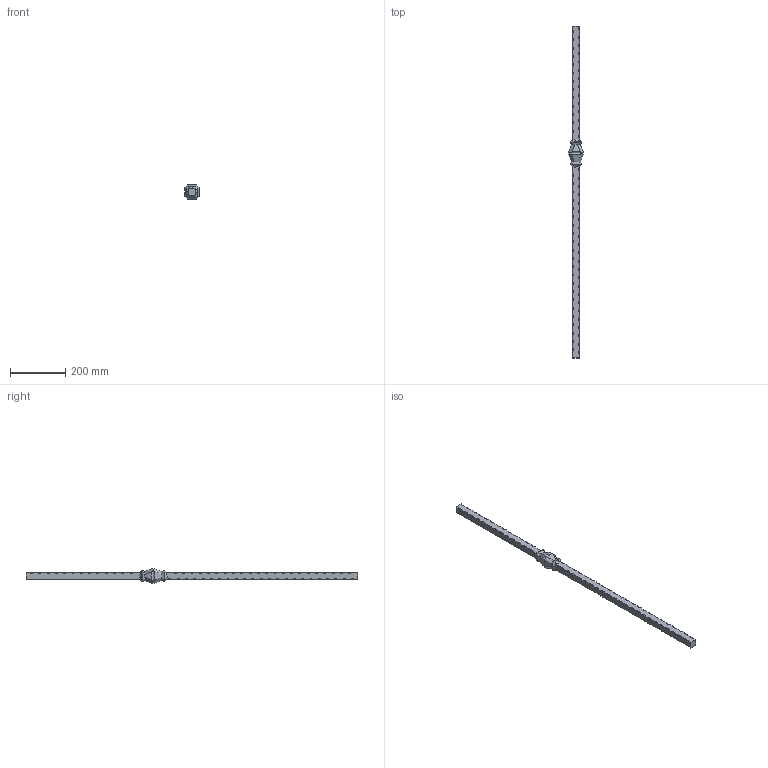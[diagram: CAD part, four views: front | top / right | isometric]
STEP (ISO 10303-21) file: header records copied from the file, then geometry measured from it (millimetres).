
FILE_DESCRIPTION (( 'STEP AP203' ), '1' );
FILE_NAME ('1002.STEP', '2023-05-03T12:17:25', ( '' ), ( '' ), 'SwSTEP 2.0', 'SolidWorks 2018', '' );
FILE_SCHEMA (( 'CONFIG_CONTROL_DESIGN' ));
Length unit declared in the file: millimetre
Products named in the file (1): 1002
Bounding box: 51.5 x 1200 x 51.5 mm (x, y, z)
Volume: 824520.4 mm3; surface area: 125425.7 mm2
Topology: 1 solids, 1 shells, 412 faces, 1426 edges, 774 vertices
Faces by surface type: plane 190, torus 130, bspline 92
Entity records: 17939 total; most frequent: CARTESIAN_POINT 7549, ORIENTED_EDGE 2332, DIRECTION 1884, EDGE_CURVE 1166, VERTEX_POINT 774, VECTOR 722, LINE 722, AXIS2_PLACEMENT_3D 581
